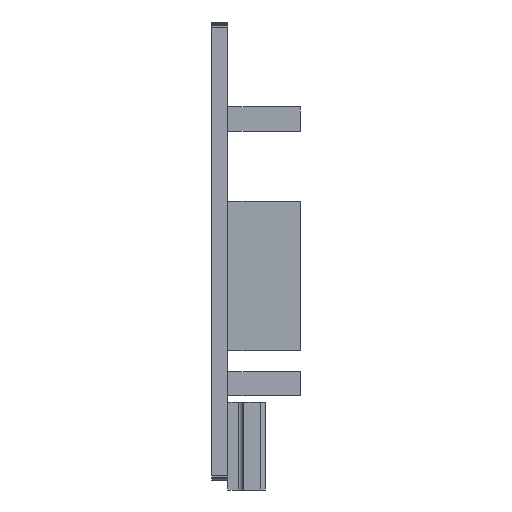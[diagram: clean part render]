
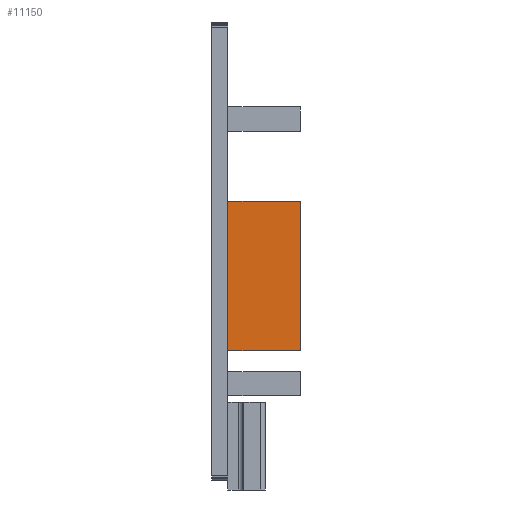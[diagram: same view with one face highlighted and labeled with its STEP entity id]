
A CAD part, left-side view. The second image highlights one B-rep face of the part: STEP entity #11150.
In plain terms, the highlighted planar face has unit normal (-1, 0, 0).
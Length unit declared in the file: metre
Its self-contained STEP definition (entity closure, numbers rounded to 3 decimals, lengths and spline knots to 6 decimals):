
#2737=DIRECTION('',(0.,0.,-1.));
#2738=VECTOR('',#2737,15.6886);
#2739=CARTESIAN_POINT('',(-43.1588,-8.47725,5.2535));
#2740=LINE('',#2739,#2738);
#2785=DIRECTION('',(0.,-1.,0.));
#2786=VECTOR('',#2785,7.62);
#2787=CARTESIAN_POINT('',(-43.1588,-0.85725,-10.4351));
#2788=LINE('',#2787,#2786);
#2789=DIRECTION('',(0.,0.,-1.));
#2790=VECTOR('',#2789,15.6886);
#2791=CARTESIAN_POINT('',(-43.1588,-0.85725,5.2535));
#2792=LINE('',#2791,#2790);
#2793=DIRECTION('',(0.,-1.,0.));
#2794=VECTOR('',#2793,7.62);
#2795=CARTESIAN_POINT('',(-43.1588,-0.85725,5.2535));
#2796=LINE('',#2795,#2794);
#8704=CARTESIAN_POINT('',(-43.1588,-8.47725,5.2535));
#8705=VERTEX_POINT('',#8704);
#8706=CARTESIAN_POINT('',(-43.1588,-8.47725,-10.4351));
#8707=VERTEX_POINT('',#8706);
#8811=CARTESIAN_POINT('',(-43.1588,-0.85725,5.2535));
#8813=VERTEX_POINT('',#8811);
#8814=CARTESIAN_POINT('',(-43.1588,-0.85725,-10.4351));
#8815=VERTEX_POINT('',#8814);
#11138=CARTESIAN_POINT('',(-43.1588,-0.85725,5.2535));
#11139=DIRECTION('',(-1.,0.,0.));
#11140=DIRECTION('',(0.,0.,-1.));
#11141=AXIS2_PLACEMENT_3D('',#11138,#11139,#11140);
#11142=PLANE('',#11141);
#11143=ORIENTED_EDGE('',*,*,#10967,.F.);
#11145=ORIENTED_EDGE('',*,*,#11144,.T.);
#11146=ORIENTED_EDGE('',*,*,#11071,.T.);
#11147=ORIENTED_EDGE('',*,*,#11130,.F.);
#11148=EDGE_LOOP('',(#11143,#11145,#11146,#11147));
#11149=FACE_OUTER_BOUND('',#11148,.F.);
#11150=ADVANCED_FACE('',(#11149),#11142,.T.);
#10967=EDGE_CURVE('',#8813,#8815,#2792,.T.);
#11071=EDGE_CURVE('',#8705,#8707,#2740,.T.);
#11130=EDGE_CURVE('',#8815,#8707,#2788,.T.);
#11144=EDGE_CURVE('',#8813,#8705,#2796,.T.);
